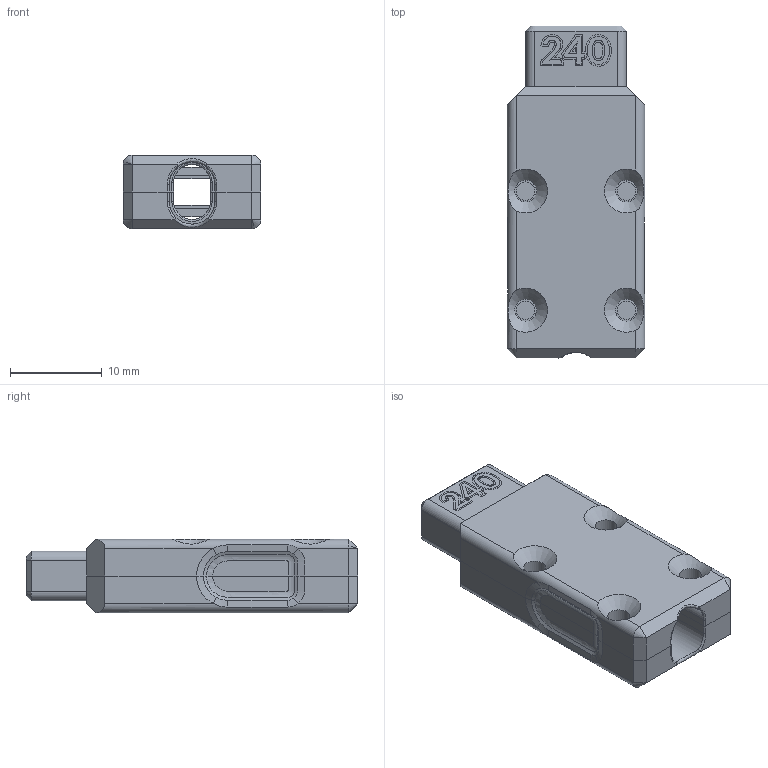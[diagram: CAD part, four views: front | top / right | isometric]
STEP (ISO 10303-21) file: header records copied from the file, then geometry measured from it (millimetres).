
FILE_DESCRIPTION(/* description */ (''),/* implementation_level */ '2;1');
FILE_NAME(/* name */ 'x tier cable cover thing v4.step',/* time_stamp */ '2023-11-02T22:49:45+08:00',/* author */ (''),/* organization */ (''),/* preprocessor_version */ 'ST-DEVELOPER v20',/* originating_system */ 'Autodesk Translation Framework v12.14.0.127',/* authorisation */ '');
FILE_SCHEMA (('AUTOMOTIVE_DESIGN { 1 0 10303 214 3 1 1 }'));
Length unit declared in the file: millimetre
Products named in the file (3): x tier cable cover thing; sub head; text
Assembly tree (2 placements, depth 3):
  x tier cable cover thing
    sub head
      text
Bounding box: 15 x 36.2 x 8 mm (x, y, z)
Volume: 2945.1 mm3; surface area: 4551.4 mm2
Topology: 7 solids, 7 shells, 691 faces, 1823 edges, 1155 vertices
Faces by surface type: plane 310, bspline 293, cylinder 62, cone 20, torus 6
Full cylindrical faces by diameter (mm): 2 x4, 2.4 x4, 2.8 x4
Entity records: 26648 total; most frequent: CARTESIAN_POINT 11483, ORIENTED_EDGE 3638, DIRECTION 2190, EDGE_CURVE 1819, VERTEX_POINT 1155, LINE 1088, VECTOR 1088, EDGE_LOOP 728
